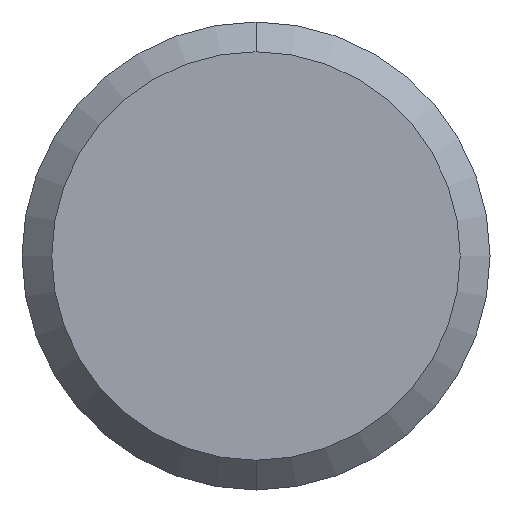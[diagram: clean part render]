
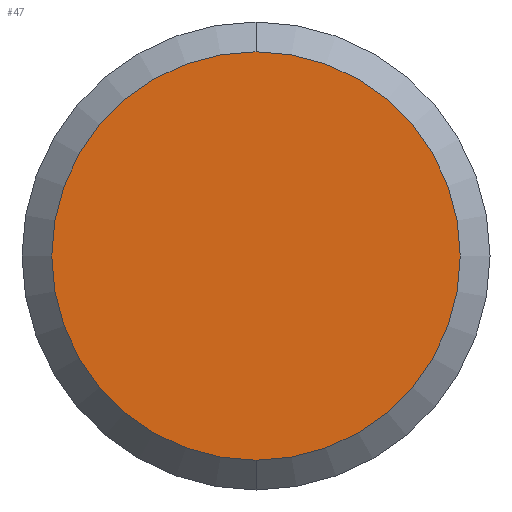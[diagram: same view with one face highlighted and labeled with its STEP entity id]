
A CAD part, front view. The second image highlights one B-rep face of the part: STEP entity #47.
In plain terms, the highlighted planar face has unit normal (0, -1, 0).
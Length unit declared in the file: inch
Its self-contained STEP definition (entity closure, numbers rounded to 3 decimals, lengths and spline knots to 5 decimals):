
#23 = CARTESIAN_POINT ( 'NONE',  ( 0., 0., -0.13733 ) ) ;
#45 = CARTESIAN_POINT ( 'NONE',  ( 0., 0., 0. ) ) ;
#47 = ADVANCED_FACE ( 'NONE', ( #202 ), #128, .F. ) ;
#57 = DIRECTION ( 'NONE',  ( 0., 0., 1. ) ) ;
#61 = DIRECTION ( 'NONE',  ( 0., 0., 1. ) ) ;
#64 = DIRECTION ( 'NONE',  ( 0., -1., 0. ) ) ;
#65 = DIRECTION ( 'NONE',  ( 0., 0., 1. ) ) ;
#85 = CARTESIAN_POINT ( 'NONE',  ( 0., 0., 0. ) ) ;
#117 = ORIENTED_EDGE ( 'NONE', *, *, #262, .T. ) ;
#118 = AXIS2_PLACEMENT_3D ( 'NONE', #45, #64, #65 ) ;
#119 = CIRCLE ( 'NONE', #121, 0.13733 ) ;
#121 = AXIS2_PLACEMENT_3D ( 'NONE', #219, #157, #57 ) ;
#125 = DIRECTION ( 'NONE',  ( 0., 1., 0. ) ) ;
#128 = PLANE ( 'NONE',  #208 ) ;
#131 = ORIENTED_EDGE ( 'NONE', *, *, #277, .T. ) ;
#157 = DIRECTION ( 'NONE',  ( 0., -1., 0. ) ) ;
#180 = VERTEX_POINT ( 'NONE', #23 ) ;
#202 = FACE_OUTER_BOUND ( 'NONE', #216, .T. ) ;
#208 = AXIS2_PLACEMENT_3D ( 'NONE', #85, #125, #61 ) ;
#212 = CIRCLE ( 'NONE', #118, 0.13733 ) ;
#216 = EDGE_LOOP ( 'NONE', ( #117, #131 ) ) ;
#219 = CARTESIAN_POINT ( 'NONE',  ( 0., 0., 0. ) ) ;
#259 = VERTEX_POINT ( 'NONE', #266 ) ;
#262 = EDGE_CURVE ( 'NONE', #259, #180, #119, .T. ) ;
#266 = CARTESIAN_POINT ( 'NONE',  ( 0., 0., 0.13733 ) ) ;
#277 = EDGE_CURVE ( 'NONE', #180, #259, #212, .T. ) ;
